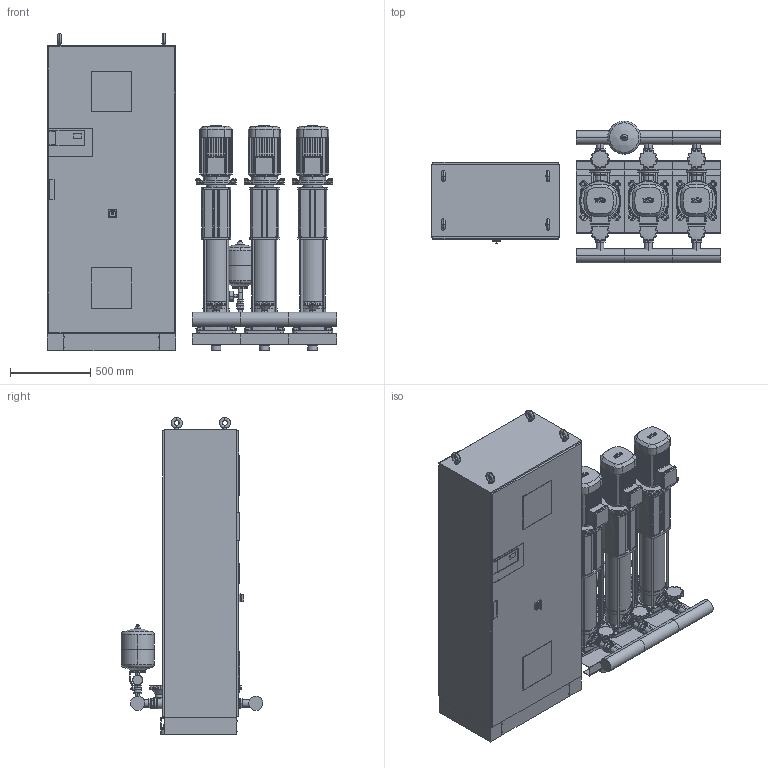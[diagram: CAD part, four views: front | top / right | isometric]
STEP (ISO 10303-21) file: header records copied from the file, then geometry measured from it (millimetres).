
FILE_DESCRIPTION((''),'2;1');
FILE_NAME('3d_SiBoostSmartFC3HELIXV1609-2536195.stp','2016-01-25T11:19:36',(''),(''),'Mechanical Desktop 2009','Mechanical Desktop 2009',', , ');
FILE_SCHEMA(('CONFIG_CONTROL_DESIGN'));
Length unit declared in the file: millimetre
Products named in the file (1): Product
Bounding box: 1800 x 882.45 x 1975 mm (x, y, z)
Volume: 836460911.9 mm3; surface area: 15486672.7 mm2
Topology: 164 solids, 164 shells, 5782 faces, 15256 edges, 10006 vertices
Faces by surface type: plane 2473, bspline 1635, cylinder 1306, cone 228, torus 116, sphere 24
Entity records: 190742 total; most frequent: CARTESIAN_POINT 48127, ORIENTED_EDGE 30480, DIRECTION 27312, EDGE_CURVE 15240, VECTOR 10074, LINE 10074, VERTEX_POINT 9998, AXIS2_PLACEMENT_3D 8619
